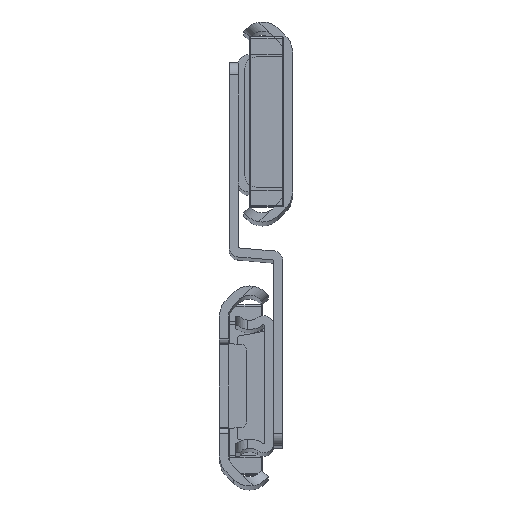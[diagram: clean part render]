
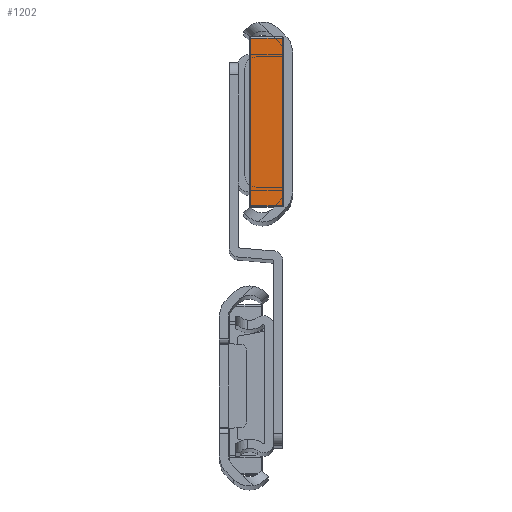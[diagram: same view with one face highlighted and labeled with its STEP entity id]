
A CAD part, top view. The second image highlights one B-rep face of the part: STEP entity #1202.
In plain terms, the highlighted planar face has unit normal (0, 0, 1).
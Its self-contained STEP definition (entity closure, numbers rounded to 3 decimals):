
#76 = DIRECTION ( 'NONE',  ( -1., 0., 0. ) ) ;
#218 = VECTOR ( 'NONE', #5253, 1000. ) ;
#277 = CARTESIAN_POINT ( 'NONE',  ( 14.8, 0.2, 3.25 ) ) ;
#436 = LINE ( 'NONE', #2707, #2676 ) ;
#514 = PLANE ( 'NONE',  #4913 ) ;
#537 = VECTOR ( 'NONE', #4811, 1000. ) ;
#620 = ORIENTED_EDGE ( 'NONE', *, *, #4851, .T. ) ;
#804 = ORIENTED_EDGE ( 'NONE', *, *, #3851, .T. ) ;
#973 = CARTESIAN_POINT ( 'NONE',  ( 14.8, 6., 3.25 ) ) ;
#979 = VERTEX_POINT ( 'NONE', #277 ) ;
#1202 = ADVANCED_FACE ( 'NONE', ( #4364 ), #514, .F. ) ;
#1438 = LINE ( 'NONE', #973, #218 ) ;
#1464 = EDGE_LOOP ( 'NONE', ( #3522, #620, #804, #4452 ) ) ;
#1556 = VERTEX_POINT ( 'NONE', #3156 ) ;
#1581 = CARTESIAN_POINT ( 'NONE',  ( -15., 5.8, 3.25 ) ) ;
#1759 = CARTESIAN_POINT ( 'NONE',  ( -14.8, 0.2, 3.25 ) ) ;
#1890 = DIRECTION ( 'NONE',  ( 0., 0., -1. ) ) ;
#1895 = VERTEX_POINT ( 'NONE', #1759 ) ;
#2097 = LINE ( 'NONE', #1581, #6027 ) ;
#2472 = CARTESIAN_POINT ( 'NONE',  ( -15., 6., 3.25 ) ) ;
#2485 = LINE ( 'NONE', #3308, #537 ) ;
#2676 = VECTOR ( 'NONE', #4194, 1000. ) ;
#2707 = CARTESIAN_POINT ( 'NONE',  ( -15., 0.2, 3.25 ) ) ;
#2715 = EDGE_CURVE ( 'NONE', #979, #1556, #1438, .T. ) ;
#2729 = EDGE_CURVE ( 'NONE', #1556, #4672, #2097, .T. ) ;
#3156 = CARTESIAN_POINT ( 'NONE',  ( 14.8, 5.8, 3.25 ) ) ;
#3308 = CARTESIAN_POINT ( 'NONE',  ( -14.8, 6., 3.25 ) ) ;
#3522 = ORIENTED_EDGE ( 'NONE', *, *, #2729, .T. ) ;
#3851 = EDGE_CURVE ( 'NONE', #1895, #979, #436, .T. ) ;
#4194 = DIRECTION ( 'NONE',  ( 1., 0., 0. ) ) ;
#4364 = FACE_OUTER_BOUND ( 'NONE', #1464, .T. ) ;
#4452 = ORIENTED_EDGE ( 'NONE', *, *, #2715, .T. ) ;
#4672 = VERTEX_POINT ( 'NONE', #5632 ) ;
#4811 = DIRECTION ( 'NONE',  ( 0., -1., 0. ) ) ;
#4851 = EDGE_CURVE ( 'NONE', #4672, #1895, #2485, .T. ) ;
#4913 = AXIS2_PLACEMENT_3D ( 'NONE', #2472, #1890, #76 ) ;
#5253 = DIRECTION ( 'NONE',  ( 0., 1., 0. ) ) ;
#5426 = DIRECTION ( 'NONE',  ( -1., 0., 0. ) ) ;
#5632 = CARTESIAN_POINT ( 'NONE',  ( -14.8, 5.8, 3.25 ) ) ;
#6027 = VECTOR ( 'NONE', #5426, 1000. ) ;
